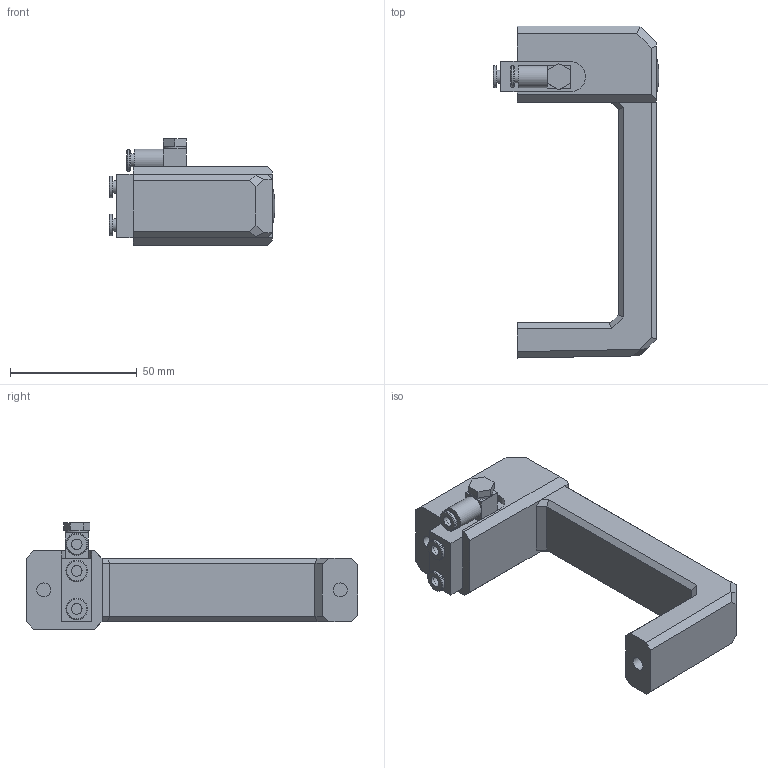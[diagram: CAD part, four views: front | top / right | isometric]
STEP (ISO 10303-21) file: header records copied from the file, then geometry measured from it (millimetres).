
FILE_DESCRIPTION(/* description */ ('MANIGLIA con VALVOLA N.C.-Tasto Verde- '),/* implementation_level */ '2;1');
FILE_NAME(/* name */ '105_52_6_40D.stp',/* time_stamp */ '2015-12-21T14:49:37+01:00',/* author */ ('maniean1'),/* organization */ ('Pneumax S.p.A.'),/* preprocessor_version */ 'ST-DEVELOPER v15.2',/* originating_system */ 'Autodesk Inventor 2014',/* authorisation */ '');
FILE_SCHEMA (('AUTOMOTIVE_DESIGN { 1 0 10303 214 3 1 1 }'));
Length unit declared in the file: millimetre
Products named in the file (1): 105_52_6_40D
Bounding box: 65.5 x 131 x 42 mm (x, y, z)
Volume: 101273.3 mm3; surface area: 20708 mm2
Topology: 1 solids, 1 shells, 103 faces, 232 edges, 144 vertices
Faces by surface type: plane 82, cylinder 14, cone 6, bspline 1
Full cylindrical faces by diameter (mm): 4.2 x3, 5 x3, 5.5 x2, 8.5 x3, 8.8 x1, 9 x1
Entity records: 2841 total; most frequent: CARTESIAN_POINT 488, DIRECTION 460, ORIENTED_EDGE 424, EDGE_CURVE 212, LINE 168, VECTOR 168, AXIS2_PLACEMENT_3D 146, VERTEX_POINT 144
